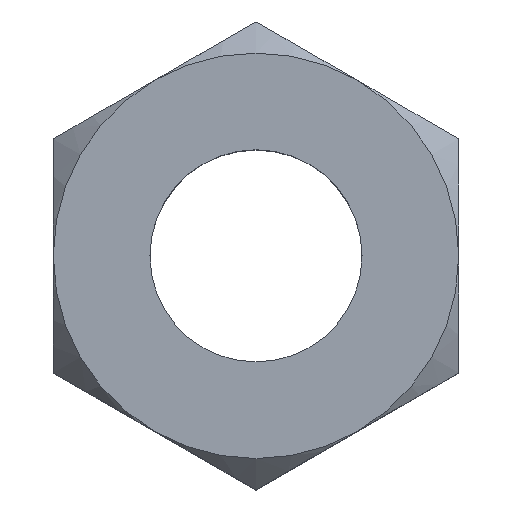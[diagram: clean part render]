
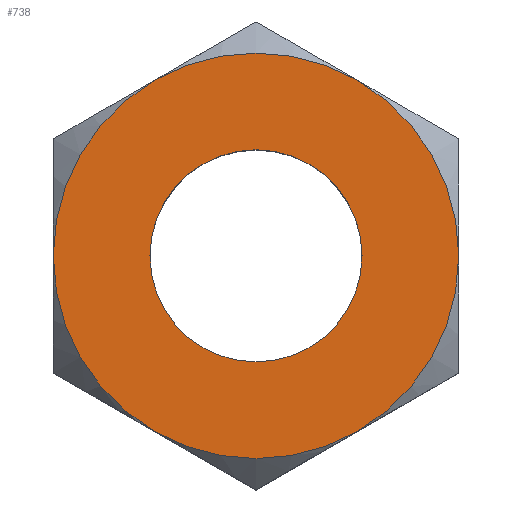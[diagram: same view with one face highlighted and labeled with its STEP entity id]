
A CAD part, top view. The second image highlights one B-rep face of the part: STEP entity #738.
In plain terms, the highlighted planar face has unit normal (0, 0, 1).
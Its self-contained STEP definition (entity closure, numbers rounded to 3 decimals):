
#25 = ORIENTED_EDGE ( 'NONE', *, *, #577, .T. ) ;
#41 = ORIENTED_EDGE ( 'NONE', *, *, #106, .T. ) ;
#45 = CARTESIAN_POINT ( 'NONE',  ( 3.25, 5.629, 0. ) ) ;
#54 = ORIENTED_EDGE ( 'NONE', *, *, #144, .T. ) ;
#66 = ORIENTED_EDGE ( 'NONE', *, *, #359, .T. ) ;
#73 = CARTESIAN_POINT ( 'NONE',  ( 0., 0., 0. ) ) ;
#76 = ORIENTED_EDGE ( 'NONE', *, *, #336, .T. ) ;
#79 = AXIS2_PLACEMENT_3D ( 'NONE', #656, #146, #138 ) ;
#89 = DIRECTION ( 'NONE',  ( 1., 0., 0. ) ) ;
#106 = EDGE_CURVE ( 'NONE', #203, #247, #769, .T. ) ;
#109 = DIRECTION ( 'NONE',  ( 0., 0., 1. ) ) ;
#118 = AXIS2_PLACEMENT_3D ( 'NONE', #402, #109, #321 ) ;
#138 = DIRECTION ( 'NONE',  ( 1., 0., 0. ) ) ;
#144 = EDGE_CURVE ( 'NONE', #930, #157, #449, .T. ) ;
#146 = DIRECTION ( 'NONE',  ( 0., 0., 1. ) ) ;
#149 = DIRECTION ( 'NONE',  ( -1., 0., 0. ) ) ;
#151 = CARTESIAN_POINT ( 'NONE',  ( 0., 0., 0. ) ) ;
#157 = VERTEX_POINT ( 'NONE', #285 ) ;
#159 = FACE_OUTER_BOUND ( 'NONE', #673, .T. ) ;
#175 = CIRCLE ( 'NONE', #742, 6.5 ) ;
#182 = VERTEX_POINT ( 'NONE', #358 ) ;
#188 = CARTESIAN_POINT ( 'NONE',  ( -3.4, 0., 0. ) ) ;
#203 = VERTEX_POINT ( 'NONE', #567 ) ;
#209 = DIRECTION ( 'NONE',  ( 0., 0., -1. ) ) ;
#233 = CIRCLE ( 'NONE', #722, 3.4 ) ;
#247 = VERTEX_POINT ( 'NONE', #641 ) ;
#279 = EDGE_CURVE ( 'NONE', #182, #655, #233, .T. ) ;
#285 = CARTESIAN_POINT ( 'NONE',  ( -3.25, -5.629, 0. ) ) ;
#291 = CARTESIAN_POINT ( 'NONE',  ( 0., 0., 0. ) ) ;
#303 = DIRECTION ( 'NONE',  ( 0., 0., -1. ) ) ;
#321 = DIRECTION ( 'NONE',  ( 1., 0., 0. ) ) ;
#327 = CARTESIAN_POINT ( 'NONE',  ( -3.25, 5.629, 0. ) ) ;
#328 = CIRCLE ( 'NONE', #456, 3.4 ) ;
#336 = EDGE_CURVE ( 'NONE', #157, #203, #175, .T. ) ;
#354 = ORIENTED_EDGE ( 'NONE', *, *, #510, .T. ) ;
#356 = AXIS2_PLACEMENT_3D ( 'NONE', #360, #653, #949 ) ;
#358 = CARTESIAN_POINT ( 'NONE',  ( 3.4, 0., 0. ) ) ;
#359 = EDGE_CURVE ( 'NONE', #655, #182, #328, .T. ) ;
#360 = CARTESIAN_POINT ( 'NONE',  ( 0., 0., 0. ) ) ;
#371 = CARTESIAN_POINT ( 'NONE',  ( 0., 0., 0. ) ) ;
#402 = CARTESIAN_POINT ( 'NONE',  ( 0., 0., 0. ) ) ;
#416 = CARTESIAN_POINT ( 'NONE',  ( 0., 0., 0. ) ) ;
#449 = CIRCLE ( 'NONE', #356, 6.5 ) ;
#451 = PLANE ( 'NONE',  #586 ) ;
#456 = AXIS2_PLACEMENT_3D ( 'NONE', #291, #303, #149 ) ;
#510 = EDGE_CURVE ( 'NONE', #247, #856, #753, .T. ) ;
#525 = DIRECTION ( 'NONE',  ( 0., 0., 1. ) ) ;
#567 = CARTESIAN_POINT ( 'NONE',  ( 3.25, -5.629, 0. ) ) ;
#577 = EDGE_CURVE ( 'NONE', #877, #930, #911, .T. ) ;
#586 = AXIS2_PLACEMENT_3D ( 'NONE', #151, #525, #739 ) ;
#587 = DIRECTION ( 'NONE',  ( 1., 0., 0. ) ) ;
#639 = EDGE_CURVE ( 'NONE', #856, #877, #766, .T. ) ;
#641 = CARTESIAN_POINT ( 'NONE',  ( 6.5, 0., 0. ) ) ;
#646 = CARTESIAN_POINT ( 'NONE',  ( 0., 0., 0. ) ) ;
#651 = ORIENTED_EDGE ( 'NONE', *, *, #279, .T. ) ;
#653 = DIRECTION ( 'NONE',  ( 0., 0., 1. ) ) ;
#655 = VERTEX_POINT ( 'NONE', #188 ) ;
#656 = CARTESIAN_POINT ( 'NONE',  ( 0., 0., 0. ) ) ;
#673 = EDGE_LOOP ( 'NONE', ( #354, #719, #25, #54, #76, #41 ) ) ;
#675 = AXIS2_PLACEMENT_3D ( 'NONE', #416, #927, #844 ) ;
#704 = CARTESIAN_POINT ( 'NONE',  ( -6.5, 0., 0. ) ) ;
#712 = DIRECTION ( 'NONE',  ( -1., 0., 0. ) ) ;
#719 = ORIENTED_EDGE ( 'NONE', *, *, #639, .T. ) ;
#722 = AXIS2_PLACEMENT_3D ( 'NONE', #646, #209, #712 ) ;
#738 = ADVANCED_FACE ( 'NONE', ( #159, #895 ), #451, .T. ) ;
#739 = DIRECTION ( 'NONE',  ( 1., 0., 0. ) ) ;
#742 = AXIS2_PLACEMENT_3D ( 'NONE', #73, #811, #89 ) ;
#753 = CIRCLE ( 'NONE', #675, 6.5 ) ;
#766 = CIRCLE ( 'NONE', #118, 6.5 ) ;
#769 = CIRCLE ( 'NONE', #865, 6.5 ) ;
#799 = DIRECTION ( 'NONE',  ( 0., 0., 1. ) ) ;
#811 = DIRECTION ( 'NONE',  ( 0., 0., 1. ) ) ;
#844 = DIRECTION ( 'NONE',  ( 1., 0., 0. ) ) ;
#856 = VERTEX_POINT ( 'NONE', #45 ) ;
#865 = AXIS2_PLACEMENT_3D ( 'NONE', #371, #799, #587 ) ;
#877 = VERTEX_POINT ( 'NONE', #327 ) ;
#895 = FACE_BOUND ( 'NONE', #907, .T. ) ;
#907 = EDGE_LOOP ( 'NONE', ( #66, #651 ) ) ;
#911 = CIRCLE ( 'NONE', #79, 6.5 ) ;
#927 = DIRECTION ( 'NONE',  ( 0., 0., 1. ) ) ;
#930 = VERTEX_POINT ( 'NONE', #704 ) ;
#949 = DIRECTION ( 'NONE',  ( 1., 0., 0. ) ) ;
